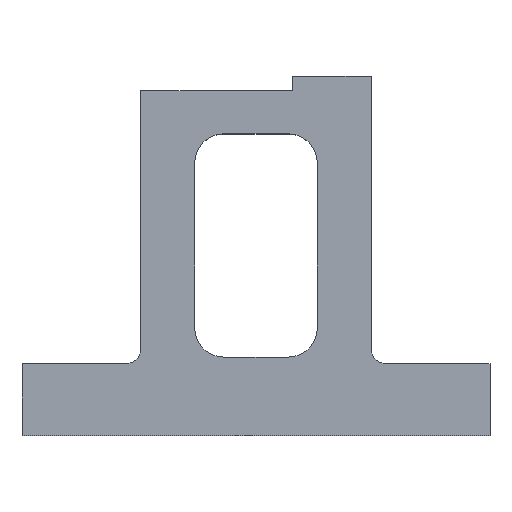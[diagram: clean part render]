
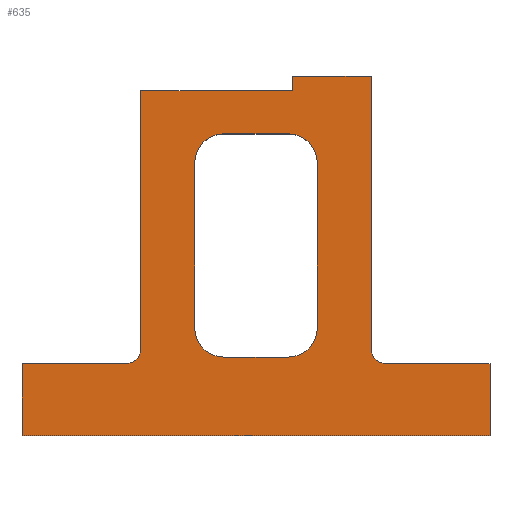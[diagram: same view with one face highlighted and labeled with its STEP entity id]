
A CAD part, top view. The second image highlights one B-rep face of the part: STEP entity #635.
In plain terms, the highlighted planar face has unit normal (0, 0, 1).
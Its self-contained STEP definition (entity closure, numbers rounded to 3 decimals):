
#24=FACE_BOUND('',#107,.T.);
#38=PLANE('',#712);
#66=FACE_OUTER_BOUND('',#106,.T.);
#106=EDGE_LOOP('',(#541,#542,#543,#544,#545,#546,#547,#548,#549,#550,#551,
#552));
#107=EDGE_LOOP('',(#553,#554,#555,#556,#557,#558,#559,#560));
#125=LINE('',#936,#186);
#148=LINE('',#994,#209);
#157=LINE('',#1043,#218);
#158=LINE('',#1045,#219);
#159=LINE('',#1047,#220);
#161=LINE('',#1051,#222);
#162=LINE('',#1053,#223);
#164=LINE('',#1057,#225);
#165=LINE('',#1060,#226);
#166=LINE('',#1061,#227);
#167=LINE('',#1064,#228);
#168=LINE('',#1068,#229);
#169=LINE('',#1072,#230);
#170=LINE('',#1076,#231);
#186=VECTOR('',#749,12.5);
#209=VECTOR('',#790,65.);
#218=VECTOR('',#849,21.08);
#219=VECTOR('',#852,33.902);
#220=VECTOR('',#855,10.);
#222=VECTOR('',#859,10.);
#223=VECTOR('',#862,12.5);
#225=VECTOR('',#866,35.902);
#226=VECTOR('',#869,10.92);
#227=VECTOR('',#870,2.);
#228=VECTOR('',#871,23.);
#229=VECTOR('',#874,9.);
#230=VECTOR('',#877,23.);
#231=VECTOR('',#880,9.);
#241=CIRCLE('',#667,2.);
#243=CIRCLE('',#670,2.);
#266=CIRCLE('',#713,4.);
#267=CIRCLE('',#714,4.);
#268=CIRCLE('',#715,4.);
#269=CIRCLE('',#716,4.);
#270=VERTEX_POINT('',#914);
#271=VERTEX_POINT('',#915);
#274=VERTEX_POINT('',#923);
#275=VERTEX_POINT('',#924);
#279=VERTEX_POINT('',#934);
#304=VERTEX_POINT('',#991);
#305=VERTEX_POINT('',#993);
#319=VERTEX_POINT('',#1039);
#320=VERTEX_POINT('',#1041);
#321=VERTEX_POINT('',#1049);
#322=VERTEX_POINT('',#1055);
#323=VERTEX_POINT('',#1059);
#324=VERTEX_POINT('',#1062);
#325=VERTEX_POINT('',#1063);
#326=VERTEX_POINT('',#1065);
#327=VERTEX_POINT('',#1067);
#328=VERTEX_POINT('',#1069);
#329=VERTEX_POINT('',#1071);
#330=VERTEX_POINT('',#1073);
#331=VERTEX_POINT('',#1075);
#332=EDGE_CURVE('',#270,#271,#241,.T.);
#336=EDGE_CURVE('',#274,#275,#243,.T.);
#342=EDGE_CURVE('',#271,#279,#125,.T.);
#370=EDGE_CURVE('',#305,#304,#148,.T.);
#395=EDGE_CURVE('',#319,#320,#157,.T.);
#396=EDGE_CURVE('',#320,#270,#158,.T.);
#397=EDGE_CURVE('',#279,#305,#159,.T.);
#399=EDGE_CURVE('',#304,#321,#161,.T.);
#400=EDGE_CURVE('',#321,#274,#162,.T.);
#402=EDGE_CURVE('',#275,#322,#164,.T.);
#403=EDGE_CURVE('',#323,#322,#165,.T.);
#404=EDGE_CURVE('',#323,#319,#166,.T.);
#405=EDGE_CURVE('',#324,#325,#167,.T.);
#406=EDGE_CURVE('',#325,#326,#266,.T.);
#407=EDGE_CURVE('',#326,#327,#168,.T.);
#408=EDGE_CURVE('',#327,#328,#267,.T.);
#409=EDGE_CURVE('',#328,#329,#169,.T.);
#410=EDGE_CURVE('',#329,#330,#268,.T.);
#411=EDGE_CURVE('',#330,#331,#170,.T.);
#412=EDGE_CURVE('',#331,#324,#269,.T.);
#541=ORIENTED_EDGE('',*,*,#342,.T.);
#542=ORIENTED_EDGE('',*,*,#397,.T.);
#543=ORIENTED_EDGE('',*,*,#370,.T.);
#544=ORIENTED_EDGE('',*,*,#399,.T.);
#545=ORIENTED_EDGE('',*,*,#400,.T.);
#546=ORIENTED_EDGE('',*,*,#336,.T.);
#547=ORIENTED_EDGE('',*,*,#402,.T.);
#548=ORIENTED_EDGE('',*,*,#403,.F.);
#549=ORIENTED_EDGE('',*,*,#404,.T.);
#550=ORIENTED_EDGE('',*,*,#395,.T.);
#551=ORIENTED_EDGE('',*,*,#396,.T.);
#552=ORIENTED_EDGE('',*,*,#332,.T.);
#553=ORIENTED_EDGE('',*,*,#405,.T.);
#554=ORIENTED_EDGE('',*,*,#406,.T.);
#555=ORIENTED_EDGE('',*,*,#407,.T.);
#556=ORIENTED_EDGE('',*,*,#408,.T.);
#557=ORIENTED_EDGE('',*,*,#409,.T.);
#558=ORIENTED_EDGE('',*,*,#410,.T.);
#559=ORIENTED_EDGE('',*,*,#411,.T.);
#560=ORIENTED_EDGE('',*,*,#412,.T.);
#635=ADVANCED_FACE('',(#66,#24),#38,.F.);
#667=AXIS2_PLACEMENT_3D('',#916,#731,#732);
#670=AXIS2_PLACEMENT_3D('',#925,#739,#740);
#712=AXIS2_PLACEMENT_3D('',#1058,#867,#868);
#713=AXIS2_PLACEMENT_3D('',#1066,#872,#873);
#714=AXIS2_PLACEMENT_3D('',#1070,#875,#876);
#715=AXIS2_PLACEMENT_3D('',#1074,#878,#879);
#716=AXIS2_PLACEMENT_3D('',#1077,#881,#882);
#731=DIRECTION('center_axis',(0.,0.,-1.));
#732=DIRECTION('ref_axis',(-1.,0.,0.));
#739=DIRECTION('center_axis',(0.,0.,-1.));
#740=DIRECTION('ref_axis',(0.,1.,0.));
#749=DIRECTION('',(-1.,0.,0.));
#790=DIRECTION('',(1.,0.,0.));
#849=DIRECTION('',(-1.,0.,0.));
#852=DIRECTION('',(0.,-1.,0.));
#855=DIRECTION('',(0.,-1.,0.));
#859=DIRECTION('',(0.,1.,0.));
#862=DIRECTION('',(-1.,0.,0.));
#866=DIRECTION('',(0.,1.,0.));
#867=DIRECTION('center_axis',(0.,0.,-1.));
#868=DIRECTION('ref_axis',(-1.,0.,0.));
#869=DIRECTION('',(1.,0.,0.));
#870=DIRECTION('',(0.,-1.,0.));
#871=DIRECTION('',(0.,-1.,0.));
#872=DIRECTION('center_axis',(0.,0.,-1.));
#873=DIRECTION('ref_axis',(-1.,0.,0.));
#874=DIRECTION('',(-1.,0.,0.));
#875=DIRECTION('center_axis',(0.,0.,-1.));
#876=DIRECTION('ref_axis',(-1.,0.,0.));
#877=DIRECTION('',(0.,1.,0.));
#878=DIRECTION('center_axis',(0.,0.,-1.));
#879=DIRECTION('ref_axis',(-1.,0.,0.));
#880=DIRECTION('',(1.,0.,0.));
#881=DIRECTION('center_axis',(0.,0.,-1.));
#882=DIRECTION('ref_axis',(-1.,0.,0.));
#914=CARTESIAN_POINT('',(-16.,-35.902,10.));
#915=CARTESIAN_POINT('',(-18.,-37.902,10.));
#916=CARTESIAN_POINT('Origin',(-18.,-35.902,10.));
#923=CARTESIAN_POINT('',(18.,-37.902,10.));
#924=CARTESIAN_POINT('',(16.,-35.902,10.));
#925=CARTESIAN_POINT('Origin',(18.,-35.902,10.));
#934=CARTESIAN_POINT('',(-32.5,-37.902,10.));
#936=CARTESIAN_POINT('',(-20.,-37.902,10.));
#991=CARTESIAN_POINT('',(32.5,-47.902,10.));
#993=CARTESIAN_POINT('',(-32.5,-47.902,10.));
#994=CARTESIAN_POINT('',(-32.5,-47.902,10.));
#1039=CARTESIAN_POINT('',(5.08,0.,10.));
#1041=CARTESIAN_POINT('',(-16.,0.,10.));
#1043=CARTESIAN_POINT('',(5.08,0.,10.));
#1045=CARTESIAN_POINT('',(-16.,0.,10.));
#1047=CARTESIAN_POINT('',(-32.5,-37.902,10.));
#1049=CARTESIAN_POINT('',(32.5,-37.902,10.));
#1051=CARTESIAN_POINT('',(32.5,-47.902,10.));
#1053=CARTESIAN_POINT('',(32.5,-37.902,10.));
#1055=CARTESIAN_POINT('',(16.,2.,10.));
#1057=CARTESIAN_POINT('',(16.,-33.902,10.));
#1058=CARTESIAN_POINT('Origin',(0.,0.,10.));
#1059=CARTESIAN_POINT('',(5.08,2.,10.));
#1060=CARTESIAN_POINT('',(5.08,2.,10.));
#1061=CARTESIAN_POINT('',(5.08,2.,10.));
#1062=CARTESIAN_POINT('',(8.5,-10.,10.));
#1063=CARTESIAN_POINT('',(8.5,-33.,10.));
#1064=CARTESIAN_POINT('',(8.5,-10.,10.));
#1065=CARTESIAN_POINT('',(4.5,-37.,10.));
#1066=CARTESIAN_POINT('Origin',(4.5,-33.,10.));
#1067=CARTESIAN_POINT('',(-4.5,-37.,10.));
#1068=CARTESIAN_POINT('',(4.5,-37.,10.));
#1069=CARTESIAN_POINT('',(-8.5,-33.,10.));
#1070=CARTESIAN_POINT('Origin',(-4.5,-33.,10.));
#1071=CARTESIAN_POINT('',(-8.5,-10.,10.));
#1072=CARTESIAN_POINT('',(-8.5,-33.,10.));
#1073=CARTESIAN_POINT('',(-4.5,-6.,10.));
#1074=CARTESIAN_POINT('Origin',(-4.5,-10.,10.));
#1075=CARTESIAN_POINT('',(4.5,-6.,10.));
#1076=CARTESIAN_POINT('',(-4.5,-6.,10.));
#1077=CARTESIAN_POINT('Origin',(4.5,-10.,10.));
